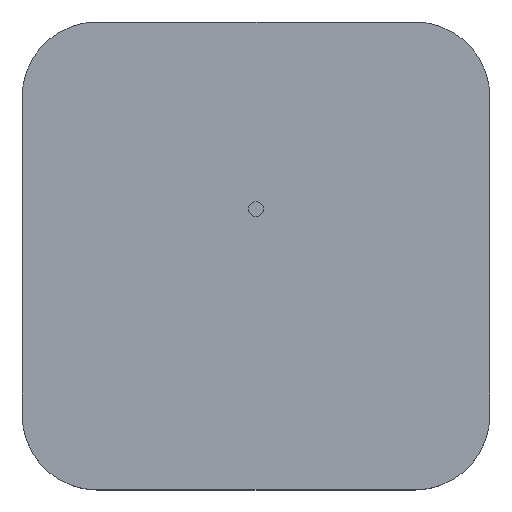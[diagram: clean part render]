
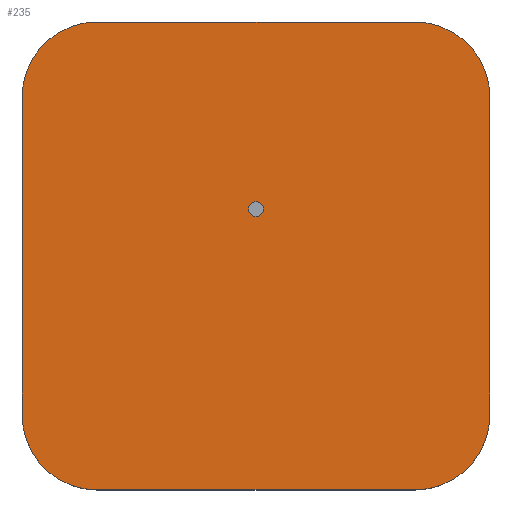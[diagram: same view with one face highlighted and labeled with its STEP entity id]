
A CAD part, top view. The second image highlights one B-rep face of the part: STEP entity #235.
In plain terms, the highlighted planar face has unit normal (0, 0, 1).
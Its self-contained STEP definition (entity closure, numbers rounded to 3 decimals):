
#7 = EDGE_CURVE ( 'NONE', #468, #96, #440, .T. ) ;
#24 = CARTESIAN_POINT ( 'NONE',  ( 0., 2.5, 4. ) ) ;
#25 = VERTEX_POINT ( 'NONE', #249 ) ;
#34 = DIRECTION ( 'NONE',  ( 1., 0., 0. ) ) ;
#40 = EDGE_LOOP ( 'NONE', ( #108, #278, #423, #334, #221, #358, #540, #284 ) ) ;
#46 = DIRECTION ( 'NONE',  ( 0., 0., 1. ) ) ;
#48 = DIRECTION ( 'NONE',  ( 1., 0., 0. ) ) ;
#54 = VECTOR ( 'NONE', #132, 1000. ) ;
#56 = CARTESIAN_POINT ( 'NONE',  ( 0.4, 2.5, 4. ) ) ;
#65 = DIRECTION ( 'NONE',  ( 0., 0., 1. ) ) ;
#67 = AXIS2_PLACEMENT_3D ( 'NONE', #353, #82, #48 ) ;
#68 = CARTESIAN_POINT ( 'NONE',  ( -8.5, -12.5, 4. ) ) ;
#71 = EDGE_LOOP ( 'NONE', ( #536, #264 ) ) ;
#82 = DIRECTION ( 'NONE',  ( 0., 0., 1. ) ) ;
#96 = VERTEX_POINT ( 'NONE', #212 ) ;
#104 = VECTOR ( 'NONE', #332, 1000. ) ;
#106 = CARTESIAN_POINT ( 'NONE',  ( -0.4, 2.5, 4. ) ) ;
#108 = ORIENTED_EDGE ( 'NONE', *, *, #466, .T. ) ;
#112 = VERTEX_POINT ( 'NONE', #386 ) ;
#123 = CIRCLE ( 'NONE', #265, 4. ) ;
#128 = CARTESIAN_POINT ( 'NONE',  ( 8.5, -12.5, 4. ) ) ;
#132 = DIRECTION ( 'NONE',  ( 0., 1., 0. ) ) ;
#135 = CARTESIAN_POINT ( 'NONE',  ( -8.5, -12.5, 4. ) ) ;
#137 = AXIS2_PLACEMENT_3D ( 'NONE', #269, #189, #229 ) ;
#145 = CARTESIAN_POINT ( 'NONE',  ( 8.5, 12.5, 4. ) ) ;
#168 = CARTESIAN_POINT ( 'NONE',  ( 12.5, 8.5, 4. ) ) ;
#173 = VERTEX_POINT ( 'NONE', #56 ) ;
#189 = DIRECTION ( 'NONE',  ( 0., 0., 1. ) ) ;
#201 = EDGE_CURVE ( 'NONE', #173, #346, #516, .T. ) ;
#202 = EDGE_CURVE ( 'NONE', #112, #468, #277, .T. ) ;
#212 = CARTESIAN_POINT ( 'NONE',  ( -12.5, -8.5, 4. ) ) ;
#217 = FACE_BOUND ( 'NONE', #71, .T. ) ;
#220 = AXIS2_PLACEMENT_3D ( 'NONE', #377, #372, #257 ) ;
#221 = ORIENTED_EDGE ( 'NONE', *, *, #202, .T. ) ;
#229 = DIRECTION ( 'NONE',  ( 1., 0., 0. ) ) ;
#231 = EDGE_CURVE ( 'NONE', #25, #508, #546, .T. ) ;
#235 = ADVANCED_FACE ( 'NONE', ( #217, #544 ), #452, .T. ) ;
#239 = DIRECTION ( 'NONE',  ( -1., 0., 0. ) ) ;
#245 = CIRCLE ( 'NONE', #251, 4. ) ;
#248 = CARTESIAN_POINT ( 'NONE',  ( 8.5, -8.5, 4. ) ) ;
#249 = CARTESIAN_POINT ( 'NONE',  ( 12.5, -8.5, 4. ) ) ;
#251 = AXIS2_PLACEMENT_3D ( 'NONE', #289, #392, #345 ) ;
#254 = LINE ( 'NONE', #135, #347 ) ;
#257 = DIRECTION ( 'NONE',  ( -1., 0., 0. ) ) ;
#264 = ORIENTED_EDGE ( 'NONE', *, *, #201, .F. ) ;
#265 = AXIS2_PLACEMENT_3D ( 'NONE', #248, #46, #34 ) ;
#269 = CARTESIAN_POINT ( 'NONE',  ( -8.5, 8.5, 4. ) ) ;
#272 = DIRECTION ( 'NONE',  ( 0., 0., 1. ) ) ;
#276 = CARTESIAN_POINT ( 'NONE',  ( -8.5, 12.5, 4. ) ) ;
#277 = CIRCLE ( 'NONE', #137, 4. ) ;
#278 = ORIENTED_EDGE ( 'NONE', *, *, #231, .T. ) ;
#284 = ORIENTED_EDGE ( 'NONE', *, *, #450, .T. ) ;
#289 = CARTESIAN_POINT ( 'NONE',  ( -8.5, -8.5, 4. ) ) ;
#290 = LINE ( 'NONE', #276, #520 ) ;
#301 = CIRCLE ( 'NONE', #220, 4. ) ;
#303 = CARTESIAN_POINT ( 'NONE',  ( 12.5, 8.5, 4. ) ) ;
#306 = DIRECTION ( 'NONE',  ( 1., 0., 0. ) ) ;
#309 = AXIS2_PLACEMENT_3D ( 'NONE', #24, #272, #532 ) ;
#311 = CARTESIAN_POINT ( 'NONE',  ( 0., 2.5, 4. ) ) ;
#312 = EDGE_CURVE ( 'NONE', #96, #375, #245, .T. ) ;
#327 = VERTEX_POINT ( 'NONE', #128 ) ;
#332 = DIRECTION ( 'NONE',  ( 0., -1., 0. ) ) ;
#334 = ORIENTED_EDGE ( 'NONE', *, *, #350, .T. ) ;
#342 = AXIS2_PLACEMENT_3D ( 'NONE', #311, #65, #525 ) ;
#345 = DIRECTION ( 'NONE',  ( 1., 0., 0. ) ) ;
#346 = VERTEX_POINT ( 'NONE', #106 ) ;
#347 = VECTOR ( 'NONE', #306, 1000. ) ;
#350 = EDGE_CURVE ( 'NONE', #401, #112, #290, .T. ) ;
#353 = CARTESIAN_POINT ( 'NONE',  ( 8.5, -8.5, 4. ) ) ;
#358 = ORIENTED_EDGE ( 'NONE', *, *, #7, .T. ) ;
#366 = EDGE_CURVE ( 'NONE', #346, #173, #530, .T. ) ;
#372 = DIRECTION ( 'NONE',  ( 0., 0., 1. ) ) ;
#375 = VERTEX_POINT ( 'NONE', #68 ) ;
#377 = CARTESIAN_POINT ( 'NONE',  ( 8.5, 8.5, 4. ) ) ;
#386 = CARTESIAN_POINT ( 'NONE',  ( -8.5, 12.5, 4. ) ) ;
#392 = DIRECTION ( 'NONE',  ( 0., 0., 1. ) ) ;
#401 = VERTEX_POINT ( 'NONE', #145 ) ;
#419 = CARTESIAN_POINT ( 'NONE',  ( -12.5, 8.5, 4. ) ) ;
#423 = ORIENTED_EDGE ( 'NONE', *, *, #435, .T. ) ;
#435 = EDGE_CURVE ( 'NONE', #508, #401, #301, .T. ) ;
#440 = LINE ( 'NONE', #463, #104 ) ;
#450 = EDGE_CURVE ( 'NONE', #375, #327, #254, .T. ) ;
#452 = PLANE ( 'NONE',  #67 ) ;
#463 = CARTESIAN_POINT ( 'NONE',  ( -12.5, 8.5, 4. ) ) ;
#466 = EDGE_CURVE ( 'NONE', #327, #25, #123, .T. ) ;
#468 = VERTEX_POINT ( 'NONE', #419 ) ;
#508 = VERTEX_POINT ( 'NONE', #168 ) ;
#516 = CIRCLE ( 'NONE', #342, 0.4 ) ;
#520 = VECTOR ( 'NONE', #239, 1000. ) ;
#525 = DIRECTION ( 'NONE',  ( 1., 0., 0. ) ) ;
#530 = CIRCLE ( 'NONE', #309, 0.4 ) ;
#532 = DIRECTION ( 'NONE',  ( 1., 0., 0. ) ) ;
#536 = ORIENTED_EDGE ( 'NONE', *, *, #366, .F. ) ;
#540 = ORIENTED_EDGE ( 'NONE', *, *, #312, .T. ) ;
#544 = FACE_OUTER_BOUND ( 'NONE', #40, .T. ) ;
#546 = LINE ( 'NONE', #303, #54 ) ;
